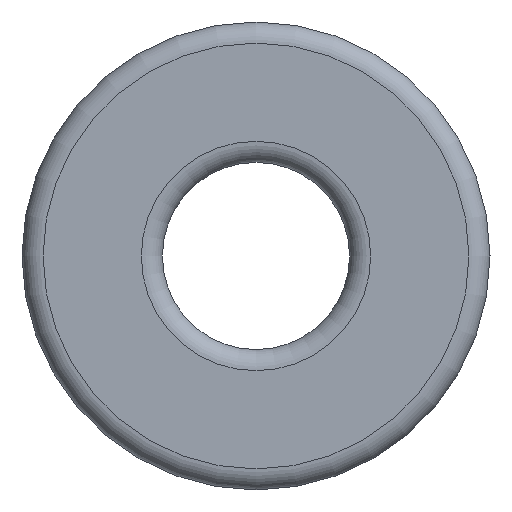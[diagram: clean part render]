
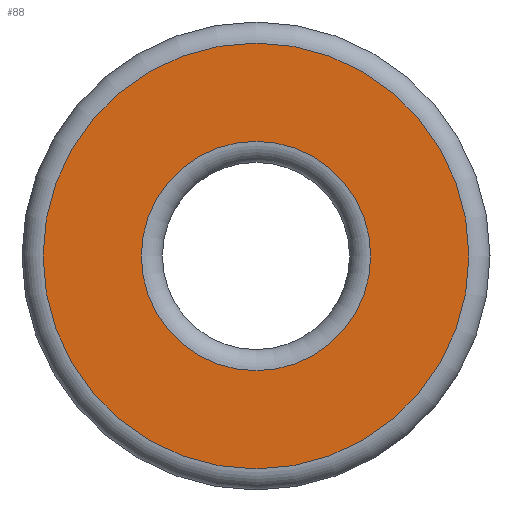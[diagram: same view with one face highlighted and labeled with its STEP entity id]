
A CAD part, left-side view. The second image highlights one B-rep face of the part: STEP entity #88.
In plain terms, the highlighted planar face has unit normal (-1, 0, 0).
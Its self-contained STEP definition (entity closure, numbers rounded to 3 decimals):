
#88 = ADVANCED_FACE( '', ( #132, #133 ), #134, .F. );
#132 = FACE_OUTER_BOUND( '', #183, .T. );
#133 = FACE_BOUND( '', #184, .T. );
#134 = PLANE( '', #185 );
#183 = EDGE_LOOP( '', ( #260 ) );
#184 = EDGE_LOOP( '', ( #261 ) );
#185 = AXIS2_PLACEMENT_3D( '', #262, #263, #264 );
#260 = ORIENTED_EDGE( '', *, *, #293, .F. );
#261 = ORIENTED_EDGE( '', *, *, #294, .T. );
#262 = CARTESIAN_POINT( '', ( 0., 0., 0. ) );
#263 = DIRECTION( '', ( 1., 0., 0. ) );
#264 = DIRECTION( '', ( 0., 0., -1. ) );
#293 = EDGE_CURVE( '', #323, #323, #324, .T. );
#294 = EDGE_CURVE( '', #325, #325, #326, .T. );
#323 = VERTEX_POINT( '', #357 );
#324 = CIRCLE( '', #358, 4.55 );
#325 = VERTEX_POINT( '', #359 );
#326 = CIRCLE( '', #360, 2.45 );
#357 = CARTESIAN_POINT( '', ( 0., 0., -4.55 ) );
#358 = AXIS2_PLACEMENT_3D( '', #404, #405, #406 );
#359 = CARTESIAN_POINT( '', ( 0., 0., -2.45 ) );
#360 = AXIS2_PLACEMENT_3D( '', #407, #408, #409 );
#404 = CARTESIAN_POINT( '', ( 0., 0., 0. ) );
#405 = DIRECTION( '', ( 1., 0., 0. ) );
#406 = DIRECTION( '', ( 0., 0., -1. ) );
#407 = CARTESIAN_POINT( '', ( 0., 0., 0. ) );
#408 = DIRECTION( '', ( 1., 0., 0. ) );
#409 = DIRECTION( '', ( 0., 0., -1. ) );
